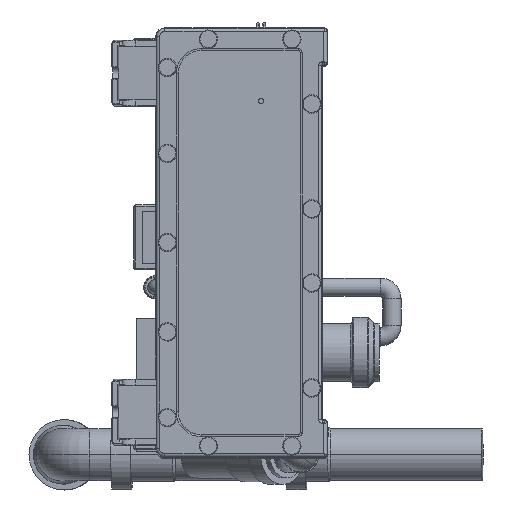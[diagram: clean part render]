
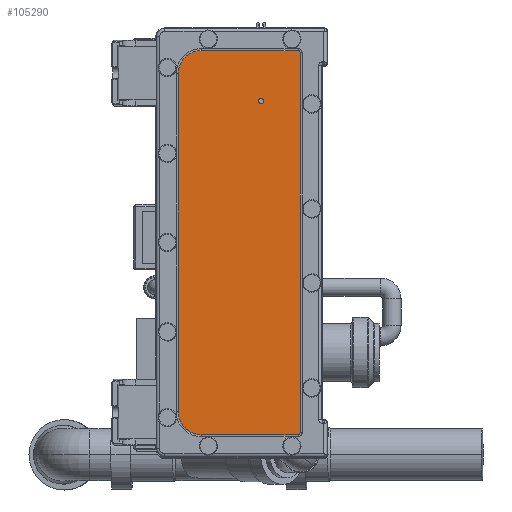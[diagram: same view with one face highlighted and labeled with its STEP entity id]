
A CAD part, top view. The second image highlights one B-rep face of the part: STEP entity #105290.
In plain terms, the highlighted planar face has unit normal (0, 0, 1).
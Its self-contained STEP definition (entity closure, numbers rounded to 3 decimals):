
#34397=CARTESIAN_POINT('',(106.3,145.6,608.));
#34398=DIRECTION('',(0.,0.,1.));
#34399=DIRECTION('',(1.,0.,0.));
#34400=AXIS2_PLACEMENT_3D('',#34397,#34398,#34399);
#34402=CARTESIAN_POINT('',(106.3,-145.6,608.));
#34403=DIRECTION('',(0.,0.,1.));
#34404=DIRECTION('',(0.,-1.,0.));
#34405=AXIS2_PLACEMENT_3D('',#34402,#34403,#34404);
#34407=DIRECTION('',(1.,0.,0.));
#34408=VECTOR('',#34407,74.3);
#34409=CARTESIAN_POINT('',(32.,-147.25,608.));
#34410=LINE('',#34409,#34408);
#34411=CARTESIAN_POINT('',(32.,-129.6,608.));
#34412=DIRECTION('',(0.,0.,1.));
#34413=DIRECTION('',(-1.,0.,0.));
#34414=AXIS2_PLACEMENT_3D('',#34411,#34412,#34413);
#34416=CARTESIAN_POINT('',(32.,129.6,608.));
#34417=DIRECTION('',(0.,0.,1.));
#34418=DIRECTION('',(0.,1.,0.));
#34419=AXIS2_PLACEMENT_3D('',#34416,#34417,#34418);
#34421=DIRECTION('',(-1.,0.,0.));
#34422=VECTOR('',#34421,74.3);
#34423=CARTESIAN_POINT('',(106.3,147.25,608.));
#34424=LINE('',#34423,#34422);
#34425=CARTESIAN_POINT('',(78.,108.5,608.));
#34426=DIRECTION('',(0.,0.,1.));
#34427=DIRECTION('',(0.,-1.,0.));
#34428=AXIS2_PLACEMENT_3D('',#34425,#34426,#34427);
#34430=CARTESIAN_POINT('',(78.,108.5,608.));
#34431=DIRECTION('',(0.,0.,1.));
#34432=DIRECTION('',(0.,1.,0.));
#34433=AXIS2_PLACEMENT_3D('',#34430,#34431,#34432);
#34435=DIRECTION('',(0.,1.,0.));
#34436=VECTOR('',#34435,291.2);
#34437=CARTESIAN_POINT('',(107.95,-145.6,608.));
#34438=LINE('',#34437,#34436);
#34468=DIRECTION('',(0.,-1.,0.));
#34469=VECTOR('',#34468,259.2);
#34470=CARTESIAN_POINT('',(14.35,129.6,608.));
#34471=LINE('',#34470,#34469);
#43232=CARTESIAN_POINT('',(107.95,145.6,608.));
#43233=CARTESIAN_POINT('',(106.3,147.25,608.));
#43234=VERTEX_POINT('',#43232);
#43235=VERTEX_POINT('',#43233);
#43242=CARTESIAN_POINT('',(32.,147.25,608.));
#43243=VERTEX_POINT('',#43242);
#43244=CARTESIAN_POINT('',(14.35,129.6,608.));
#43245=VERTEX_POINT('',#43244);
#43262=CARTESIAN_POINT('',(14.35,-129.6,608.));
#43263=CARTESIAN_POINT('',(32.,-147.25,608.));
#43264=VERTEX_POINT('',#43262);
#43265=VERTEX_POINT('',#43263);
#43270=CARTESIAN_POINT('',(106.3,-147.25,608.));
#43271=VERTEX_POINT('',#43270);
#43272=CARTESIAN_POINT('',(107.95,-145.6,608.));
#43273=VERTEX_POINT('',#43272);
#43342=CARTESIAN_POINT('',(78.,106.5,608.));
#43343=CARTESIAN_POINT('',(78.,110.5,608.));
#43344=VERTEX_POINT('',#43342);
#43345=VERTEX_POINT('',#43343);
#105262=CARTESIAN_POINT('',(-2.2,0.,608.));
#105263=DIRECTION('',(0.,0.,1.));
#105264=DIRECTION('',(0.,-1.,0.));
#105265=AXIS2_PLACEMENT_3D('',#105262,#105263,#105264);
#105266=PLANE('',#105265);
#105267=ORIENTED_EDGE('',*,*,#105252,.F.);
#105269=ORIENTED_EDGE('',*,*,#105268,.F.);
#105271=ORIENTED_EDGE('',*,*,#105270,.F.);
#105273=ORIENTED_EDGE('',*,*,#105272,.F.);
#105275=ORIENTED_EDGE('',*,*,#105274,.F.);
#105277=ORIENTED_EDGE('',*,*,#105276,.F.);
#105279=ORIENTED_EDGE('',*,*,#105278,.F.);
#105281=ORIENTED_EDGE('',*,*,#105280,.F.);
#105282=EDGE_LOOP('',(#105267,#105269,#105271,#105273,#105275,#105277,#105279,
#105281));
#105283=FACE_OUTER_BOUND('',#105282,.F.);
#105285=ORIENTED_EDGE('',*,*,#105284,.T.);
#105287=ORIENTED_EDGE('',*,*,#105286,.T.);
#105288=EDGE_LOOP('',(#105285,#105287));
#105289=FACE_BOUND('',#105288,.F.);
#34401=CIRCLE('',#34400,1.65);
#34406=CIRCLE('',#34405,1.65);
#34415=CIRCLE('',#34414,17.65);
#34420=CIRCLE('',#34419,17.65);
#34429=CIRCLE('',#34428,2.);
#34434=CIRCLE('',#34433,2.);
#105252=EDGE_CURVE('',#43234,#43235,#34401,.T.);
#105268=EDGE_CURVE('',#43273,#43234,#34438,.T.);
#105270=EDGE_CURVE('',#43271,#43273,#34406,.T.);
#105272=EDGE_CURVE('',#43265,#43271,#34410,.T.);
#105274=EDGE_CURVE('',#43264,#43265,#34415,.T.);
#105276=EDGE_CURVE('',#43245,#43264,#34471,.T.);
#105278=EDGE_CURVE('',#43243,#43245,#34420,.T.);
#105280=EDGE_CURVE('',#43235,#43243,#34424,.T.);
#105284=EDGE_CURVE('',#43344,#43345,#34429,.T.);
#105286=EDGE_CURVE('',#43345,#43344,#34434,.T.);
#105290=ADVANCED_FACE('',(#105283,#105289),#105266,.T.);
